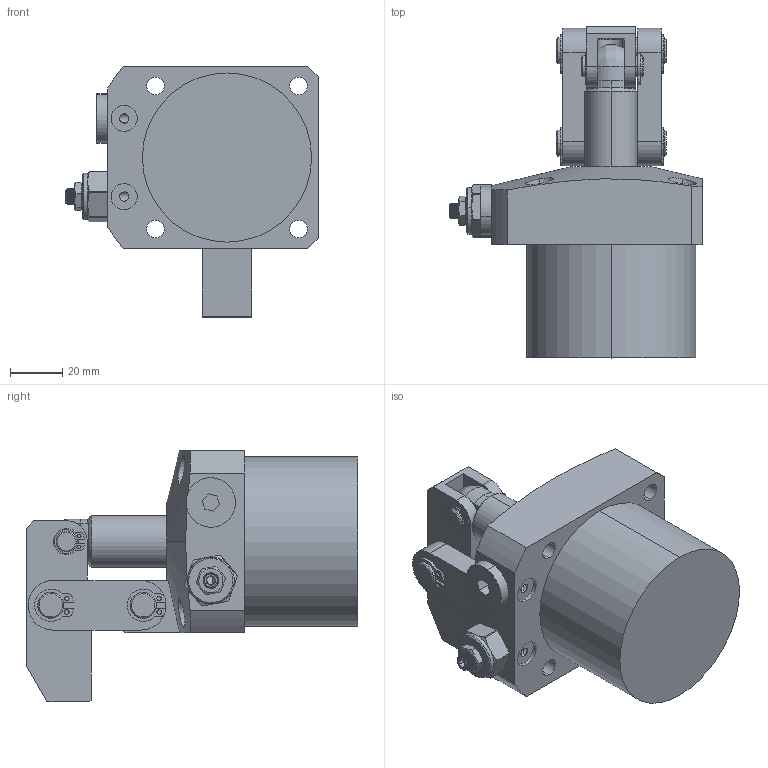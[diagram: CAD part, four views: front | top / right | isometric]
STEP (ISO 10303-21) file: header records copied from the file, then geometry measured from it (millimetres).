
FILE_DESCRIPTION (( 'STEP AP214' ), '1' );
FILE_NAME ('CLKA-065CL油压杠杆缸三维图.STEP', '2023-07-10T03:28:51', ( 'PC' ), ( '' ), 'SwSTEP 2.0', 'SolidWorks 2016', '' );
FILE_SCHEMA (( 'AUTOMOTIVE_DESIGN' ));
Length unit declared in the file: millimetre
Products named in the file (11): CLKA-50揤旋00_2; 065GL掛极; CZL20覃厒概; 囀鞠褒黑芛郔陔1-4; CLKA-50酗种_2; CLKA-50蟀裝00_2; CLKA-50开口挡圈10_2; CLKA-50开口挡圈8_2; 065活塞杆; CLKA-50傻种00_2; CLKA-065CL油压杠杆缸三维图
Assembly tree (16 placements, depth 2):
  CLKA-065CL油压杠杆缸三维图
    CLKA-50傻种00_2
    065活塞杆
    CLKA-50开口挡圈8_2  x2
    CLKA-50开口挡圈10_2  x4
    CLKA-50蟀裝00_2  x2
    CLKA-50酗种_2  x2
    囀鞠褒黑芛郔陔1-4
    CZL20覃厒概
    065GL掛极
    CLKA-50揤旋00_2
Bounding box: 96.9 x 127.5 x 96.5 mm (x, y, z)
Volume: 292834.7 mm3; surface area: 75947.3 mm2
Topology: 16 solids, 19 shells, 437 faces, 1077 edges, 703 vertices
Faces by surface type: cylinder 232, plane 150, cone 47, bspline 8
Entity records: 15697 total; most frequent: CARTESIAN_POINT 5240, DIRECTION 1604, ORIENTED_EDGE 1575, EDGE_CURVE 799, AXIS2_PLACEMENT_3D 621, VERTEX_POINT 519, EDGE_LOOP 390, LINE 362
